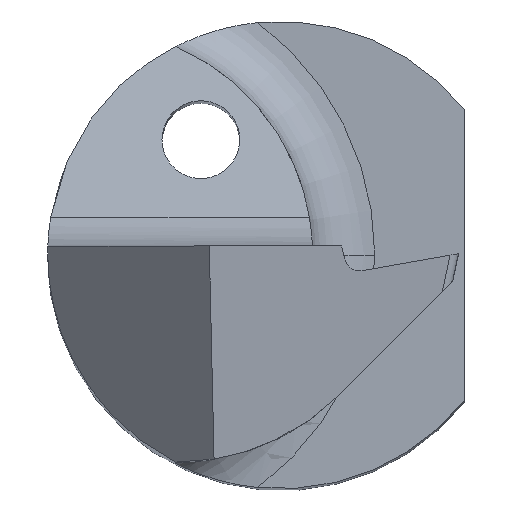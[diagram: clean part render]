
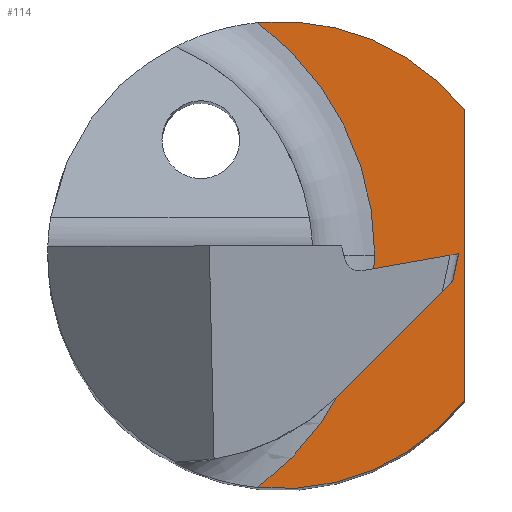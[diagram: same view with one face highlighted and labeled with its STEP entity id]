
A CAD part, top view. The second image highlights one B-rep face of the part: STEP entity #114.
In plain terms, the highlighted planar face has unit normal (0, 0, 1).
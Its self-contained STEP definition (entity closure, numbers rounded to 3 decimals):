
#24 = CARTESIAN_POINT ( 'NONE',  ( 2.35, 1.865, 15.005 ) ) ;
#53 = DIRECTION ( 'NONE',  ( 0., 0., 1. ) ) ;
#71 = DIRECTION ( 'NONE',  ( 1., 0., 0. ) ) ;
#76 = DIRECTION ( 'NONE',  ( 1., 0., 0. ) ) ;
#114 = ADVANCED_FACE ( 'NONE', ( #894 ), #197, .T. ) ;
#115 = DIRECTION ( 'NONE',  ( 0., 0., 1. ) ) ;
#116 = CARTESIAN_POINT ( 'NONE',  ( -2.514, 0., 15.005 ) ) ;
#138 = VERTEX_POINT ( 'NONE', #589 ) ;
#148 = ORIENTED_EDGE ( 'NONE', *, *, #492, .T. ) ;
#155 = VERTEX_POINT ( 'NONE', #883 ) ;
#168 = EDGE_CURVE ( 'NONE', #155, #761, #291, .T. ) ;
#186 = DIRECTION ( 'NONE',  ( 1., 0., 0. ) ) ;
#197 = PLANE ( 'NONE',  #895 ) ;
#210 = DIRECTION ( 'NONE',  ( 0., 0., -1. ) ) ;
#238 = CARTESIAN_POINT ( 'NONE',  ( 2.35, -1.865, 15.005 ) ) ;
#283 = VERTEX_POINT ( 'NONE', #238 ) ;
#291 = CIRCLE ( 'NONE', #858, 3.714 ) ;
#297 = AXIS2_PLACEMENT_3D ( 'NONE', #527, #837, #71 ) ;
#336 = CARTESIAN_POINT ( 'NONE',  ( 1.2, 0., 15.005 ) ) ;
#388 = DIRECTION ( 'NONE',  ( 0., 1., 0. ) ) ;
#440 = ORIENTED_EDGE ( 'NONE', *, *, #652, .T. ) ;
#459 = CARTESIAN_POINT ( 'NONE',  ( -0.304, -2.985, 15.005 ) ) ;
#492 = EDGE_CURVE ( 'NONE', #761, #743, #932, .T. ) ;
#515 = CARTESIAN_POINT ( 'NONE',  ( -0.402, -0.122, 15.005 ) ) ;
#527 = CARTESIAN_POINT ( 'NONE',  ( -2.514, 0., 15.005 ) ) ;
#532 = LINE ( 'NONE', #24, #773 ) ;
#567 = AXIS2_PLACEMENT_3D ( 'NONE', #693, #941, #186 ) ;
#589 = CARTESIAN_POINT ( 'NONE',  ( 2.35, 1.865, 15.005 ) ) ;
#597 = ORIENTED_EDGE ( 'NONE', *, *, #676, .T. ) ;
#638 = CIRCLE ( 'NONE', #567, 3. ) ;
#652 = EDGE_CURVE ( 'NONE', #138, #155, #764, .T. ) ;
#674 = EDGE_LOOP ( 'NONE', ( #440, #756, #148, #597, #879 ) ) ;
#676 = EDGE_CURVE ( 'NONE', #743, #283, #638, .T. ) ;
#693 = CARTESIAN_POINT ( 'NONE',  ( 0., 0., 15.005 ) ) ;
#743 = VERTEX_POINT ( 'NONE', #459 ) ;
#750 = DIRECTION ( 'NONE',  ( 1., 0., 0. ) ) ;
#756 = ORIENTED_EDGE ( 'NONE', *, *, #168, .T. ) ;
#761 = VERTEX_POINT ( 'NONE', #336 ) ;
#764 = CIRCLE ( 'NONE', #892, 3. ) ;
#773 = VECTOR ( 'NONE', #388, 1000. ) ;
#789 = EDGE_CURVE ( 'NONE', #283, #138, #532, .T. ) ;
#803 = CARTESIAN_POINT ( 'NONE',  ( 0., 0., 15.005 ) ) ;
#825 = DIRECTION ( 'NONE',  ( 1., 0., 0. ) ) ;
#837 = DIRECTION ( 'NONE',  ( 0., 0., -1. ) ) ;
#858 = AXIS2_PLACEMENT_3D ( 'NONE', #116, #210, #825 ) ;
#879 = ORIENTED_EDGE ( 'NONE', *, *, #789, .T. ) ;
#883 = CARTESIAN_POINT ( 'NONE',  ( -0.304, 2.985, 15.005 ) ) ;
#892 = AXIS2_PLACEMENT_3D ( 'NONE', #803, #115, #76 ) ;
#894 = FACE_OUTER_BOUND ( 'NONE', #674, .T. ) ;
#895 = AXIS2_PLACEMENT_3D ( 'NONE', #515, #53, #750 ) ;
#932 = CIRCLE ( 'NONE', #297, 3.714 ) ;
#941 = DIRECTION ( 'NONE',  ( 0., 0., 1. ) ) ;
